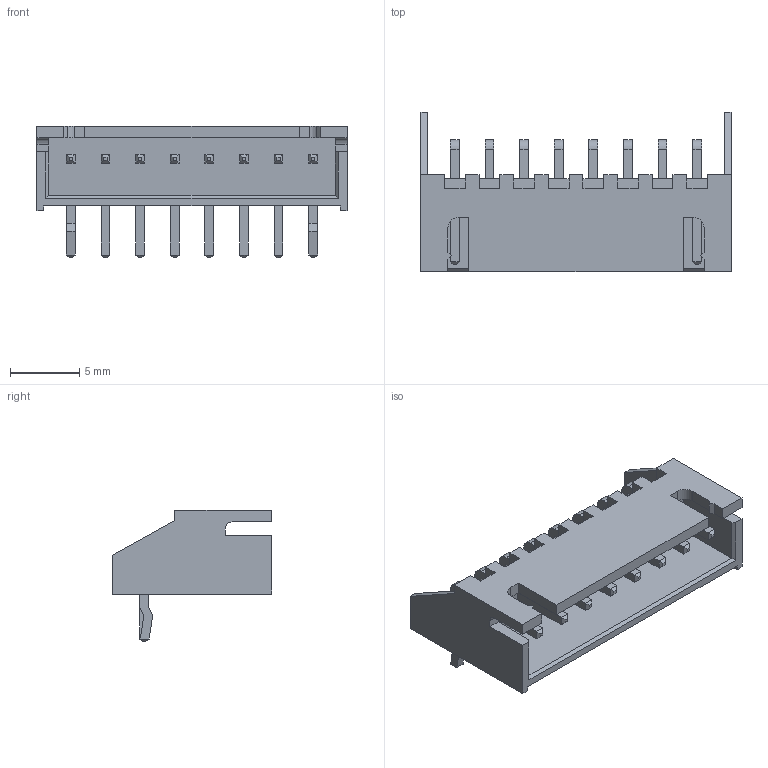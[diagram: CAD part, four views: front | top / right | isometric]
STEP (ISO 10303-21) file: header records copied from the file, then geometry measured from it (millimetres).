
FILE_DESCRIPTION(/* description */ ('model of JST_XH_S08B-XH-A_08x2.50mm_Angled.'),/* implementation_level */ FILE_NAME(/* name */ 'JST_XH_S08B-XH-A_08x2.50mm_Angled..stp',/* time_stamp */ '2017-02-23T14:30:12',/* author */ ('Rene Poeschl',''),/* organization */ (''),/* preprocessor_version */ '',/* originating_system */ '',/* authorisation */ '');
FILE_NAME(/* name */ 'JST_XH_S08B-XH-A_08x2.50mm_Angled..stp',/* time_stamp */ '2017-02-23T14:30:12',/* author */ ('Rene Poeschl',''),/* organization */ (''),/* preprocessor_version */ '',/* originating_system */ '',/* authorisation */ '');
FILE_SCHEMA(('AUTOMOTIVE_DESIGN_CC2 { 1 2 10303 214 -1 1 5 4 }'));
Length unit declared in the file: millimetre
Products named in the file (1): S08B_XH_A
Bounding box: 22.4 x 11.5 x 9.5 mm (x, y, z)
Volume: 469.3 mm3; surface area: 1300.9 mm2
Topology: 1 solids, 1 shells, 277 faces, 723 edges, 464 vertices
Faces by surface type: plane 257, cylinder 20
Entity records: 19579 total; most frequent: CARTESIAN_POINT 3283, DIRECTION 2568, LINE 1927, VECTOR 1927, ORIENTED_EDGE 1446, PCURVE 1446, DEFINITIONAL_REPRESENTATION 1446, EDGE_CURVE 723
